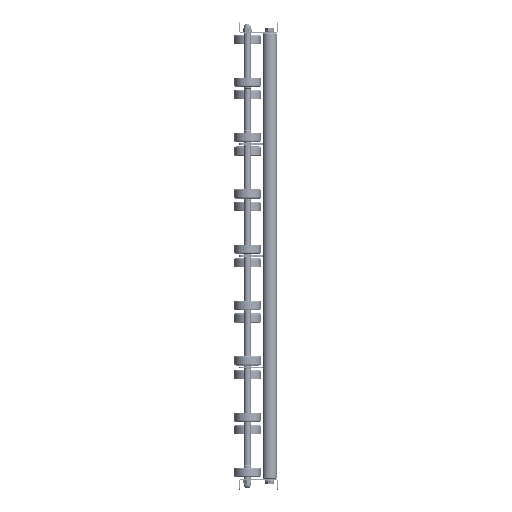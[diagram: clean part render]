
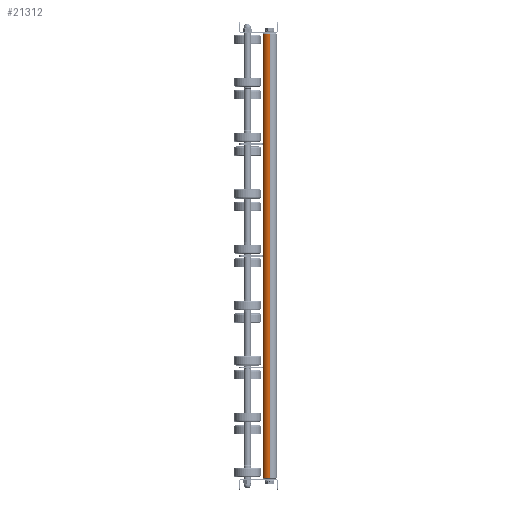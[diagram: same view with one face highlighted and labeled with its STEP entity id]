
A CAD part, left-side view. The second image highlights one B-rep face of the part: STEP entity #21312.
In plain terms, the highlighted cylindrical face has radius 12.5 mm (diameter 25 mm), a partial arc.
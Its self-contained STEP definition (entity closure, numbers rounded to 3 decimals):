
#373 = DIRECTION ( 'NONE',  ( 1., 0., 0. ) ) ;
#374 = CARTESIAN_POINT ( 'NONE',  ( 799., 0., 12.5 ) ) ;
#1125 = ORIENTED_EDGE ( 'NONE', *, *, #34468, .F. ) ;
#4577 = EDGE_CURVE ( 'NONE', #6127, #37140, #38695, .T. ) ;
#5224 = ORIENTED_EDGE ( 'NONE', *, *, #5335, .T. ) ;
#5335 = EDGE_CURVE ( 'NONE', #8478, #6127, #30048, .T. ) ;
#6127 = VERTEX_POINT ( 'NONE', #20073 ) ;
#7001 = DIRECTION ( 'NONE',  ( -1., 0., 0. ) ) ;
#7475 = EDGE_CURVE ( 'NONE', #12093, #8478, #33242, .T. ) ;
#8478 = VERTEX_POINT ( 'NONE', #31556 ) ;
#9459 = EDGE_LOOP ( 'NONE', ( #25150, #5224, #24150, #1125 ) ) ;
#9734 = AXIS2_PLACEMENT_3D ( 'NONE', #27574, #373, #9825 ) ;
#9825 = DIRECTION ( 'NONE',  ( 0., 0., -1. ) ) ;
#11290 = CARTESIAN_POINT ( 'NONE',  ( 1., 0., 12.5 ) ) ;
#12093 = VERTEX_POINT ( 'NONE', #374 ) ;
#12743 = DIRECTION ( 'NONE',  ( 0., 0., -1. ) ) ;
#14394 = AXIS2_PLACEMENT_3D ( 'NONE', #22197, #7001, #12743 ) ;
#16886 = CARTESIAN_POINT ( 'NONE',  ( 800., 0., 0. ) ) ;
#17563 = LINE ( 'NONE', #20331, #21277 ) ;
#20073 = CARTESIAN_POINT ( 'NONE',  ( 1., 0., -12.5 ) ) ;
#20190 = VECTOR ( 'NONE', #24324, 1000. ) ;
#20331 = CARTESIAN_POINT ( 'NONE',  ( 800., 0., 12.5 ) ) ;
#21277 = VECTOR ( 'NONE', #29554, 1000. ) ;
#21312 = ADVANCED_FACE ( 'NONE', ( #25141 ), #34008, .T. ) ;
#22197 = CARTESIAN_POINT ( 'NONE',  ( 799., 0., 0. ) ) ;
#24150 = ORIENTED_EDGE ( 'NONE', *, *, #4577, .T. ) ;
#24324 = DIRECTION ( 'NONE',  ( -1., 0., 0. ) ) ;
#25141 = FACE_OUTER_BOUND ( 'NONE', #9459, .T. ) ;
#25150 = ORIENTED_EDGE ( 'NONE', *, *, #7475, .T. ) ;
#25334 = DIRECTION ( 'NONE',  ( 0., 0., 1. ) ) ;
#27574 = CARTESIAN_POINT ( 'NONE',  ( 1., 0., 0. ) ) ;
#29554 = DIRECTION ( 'NONE',  ( -1., 0., 0. ) ) ;
#30048 = LINE ( 'NONE', #38538, #20190 ) ;
#31556 = CARTESIAN_POINT ( 'NONE',  ( 799., 0., -12.5 ) ) ;
#33242 = CIRCLE ( 'NONE', #14394, 12.5 ) ;
#34008 = CYLINDRICAL_SURFACE ( 'NONE', #38063, 12.5 ) ;
#34468 = EDGE_CURVE ( 'NONE', #12093, #37140, #17563, .T. ) ;
#37140 = VERTEX_POINT ( 'NONE', #11290 ) ;
#37157 = DIRECTION ( 'NONE',  ( -1., 0., 0. ) ) ;
#38063 = AXIS2_PLACEMENT_3D ( 'NONE', #16886, #37157, #25334 ) ;
#38538 = CARTESIAN_POINT ( 'NONE',  ( 800., 0., -12.5 ) ) ;
#38695 = CIRCLE ( 'NONE', #9734, 12.5 ) ;
